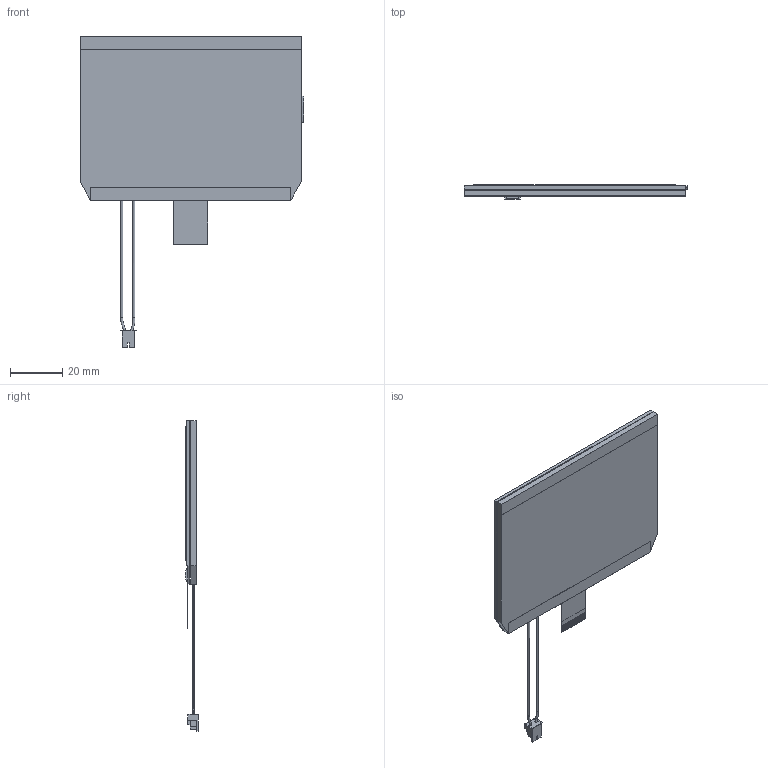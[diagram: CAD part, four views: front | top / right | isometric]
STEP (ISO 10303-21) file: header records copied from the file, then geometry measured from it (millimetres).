
FILE_DESCRIPTION (( 'STEP AP214' ), '1' );
FILE_NAME ('ERC240160SBS.STEP', '2021-10-06T17:24:16', ( '' ), ( '' ), 'SwSTEP 2.0', 'SolidWorks 2016', '' );
FILE_SCHEMA (( 'AUTOMOTIVE_DESIGN' ));
Length unit declared in the file: millimetre
Products named in the file (1): ERC240160SBS
Bounding box: 86 x 5.25 x 119.4 mm (x, y, z)
Volume: 21737 mm3; surface area: 26896.5 mm2
Topology: 7 solids, 7 shells, 284 faces, 743 edges, 474 vertices
Faces by surface type: plane 244, cylinder 30, bspline 10
Entity records: 11323 total; most frequent: CARTESIAN_POINT 2356, ORIENTED_EDGE 1482, DIRECTION 1329, EDGE_CURVE 741, LINE 655, VECTOR 655, VERTEX_POINT 474, AXIS2_PLACEMENT_3D 337
